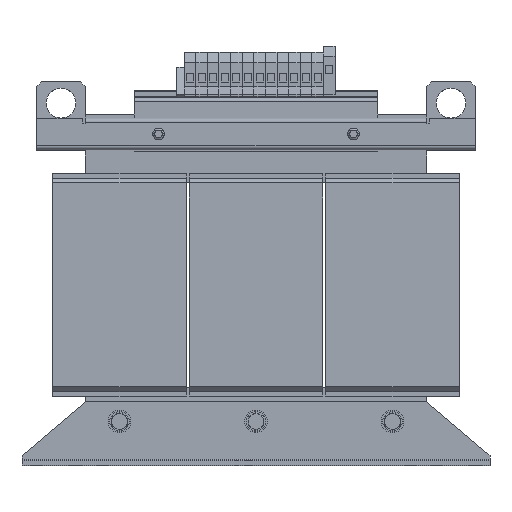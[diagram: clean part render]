
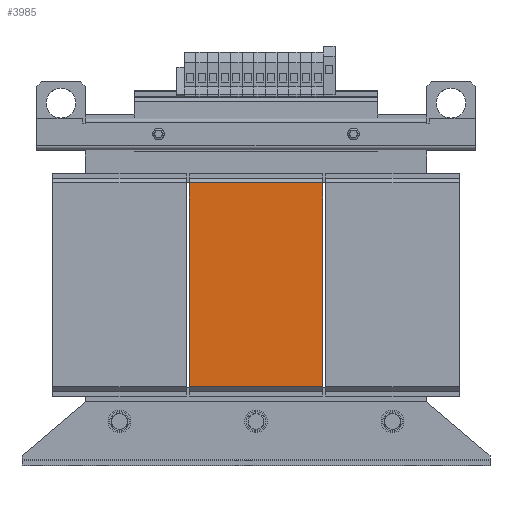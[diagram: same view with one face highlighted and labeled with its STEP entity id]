
A CAD part, top view. The second image highlights one B-rep face of the part: STEP entity #3985.
In plain terms, the highlighted planar face has unit normal (0, 0, 1).
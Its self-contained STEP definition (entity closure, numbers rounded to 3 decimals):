
#23 = CARTESIAN_POINT ( 'NONE',  ( 68.5, -104.5, 85. ) ) ;
#2041 = ORIENTED_EDGE ( 'NONE', *, *, #6206, .T. ) ;
#2813 = ORIENTED_EDGE ( 'NONE', *, *, #25108, .F. ) ;
#3415 = CARTESIAN_POINT ( 'NONE',  ( 68.5, 104.5, 85. ) ) ;
#3985 = ADVANCED_FACE ( 'NONE', ( #18696 ), #4515, .F. ) ;
#4368 = AXIS2_PLACEMENT_3D ( 'NONE', #14404, #19467, #31320 ) ;
#4515 = PLANE ( 'NONE',  #4368 ) ;
#5703 = CARTESIAN_POINT ( 'NONE',  ( 68.5, 0., 85. ) ) ;
#5870 = LINE ( 'NONE', #23091, #31283 ) ;
#6053 = VECTOR ( 'NONE', #20545, 1000. ) ;
#6206 = EDGE_CURVE ( 'NONE', #7029, #30988, #5870, .T. ) ;
#7029 = VERTEX_POINT ( 'NONE', #28937 ) ;
#8361 = DIRECTION ( 'NONE',  ( -1., 0., 0. ) ) ;
#8605 = VERTEX_POINT ( 'NONE', #11473 ) ;
#10439 = ORIENTED_EDGE ( 'NONE', *, *, #25146, .T. ) ;
#11080 = LINE ( 'NONE', #23, #24965 ) ;
#11473 = CARTESIAN_POINT ( 'NONE',  ( 68.5, 104.5, 85. ) ) ;
#12700 = CARTESIAN_POINT ( 'NONE',  ( 68.5, -104.5, 85. ) ) ;
#14404 = CARTESIAN_POINT ( 'NONE',  ( 68.5, 0., 85. ) ) ;
#15269 = LINE ( 'NONE', #5703, #6053 ) ;
#16806 = VECTOR ( 'NONE', #8361, 1000. ) ;
#17216 = DIRECTION ( 'NONE',  ( -1., 0., 0. ) ) ;
#17701 = EDGE_LOOP ( 'NONE', ( #2041, #30112, #2813, #10439 ) ) ;
#18127 = EDGE_CURVE ( 'NONE', #20158, #30988, #11080, .T. ) ;
#18696 = FACE_OUTER_BOUND ( 'NONE', #17701, .T. ) ;
#18723 = LINE ( 'NONE', #3415, #16806 ) ;
#19467 = DIRECTION ( 'NONE',  ( 0., 0., -1. ) ) ;
#20158 = VERTEX_POINT ( 'NONE', #12700 ) ;
#20545 = DIRECTION ( 'NONE',  ( 0., -1., 0. ) ) ;
#22818 = CARTESIAN_POINT ( 'NONE',  ( -68.5, -104.5, 85. ) ) ;
#23091 = CARTESIAN_POINT ( 'NONE',  ( -68.5, 0., 85. ) ) ;
#24965 = VECTOR ( 'NONE', #17216, 1000. ) ;
#25108 = EDGE_CURVE ( 'NONE', #8605, #20158, #15269, .T. ) ;
#25146 = EDGE_CURVE ( 'NONE', #8605, #7029, #18723, .T. ) ;
#25859 = DIRECTION ( 'NONE',  ( 0., -1., 0. ) ) ;
#28937 = CARTESIAN_POINT ( 'NONE',  ( -68.5, 104.5, 85. ) ) ;
#30112 = ORIENTED_EDGE ( 'NONE', *, *, #18127, .F. ) ;
#30988 = VERTEX_POINT ( 'NONE', #22818 ) ;
#31283 = VECTOR ( 'NONE', #25859, 1000. ) ;
#31320 = DIRECTION ( 'NONE',  ( 0., 1., 0. ) ) ;
